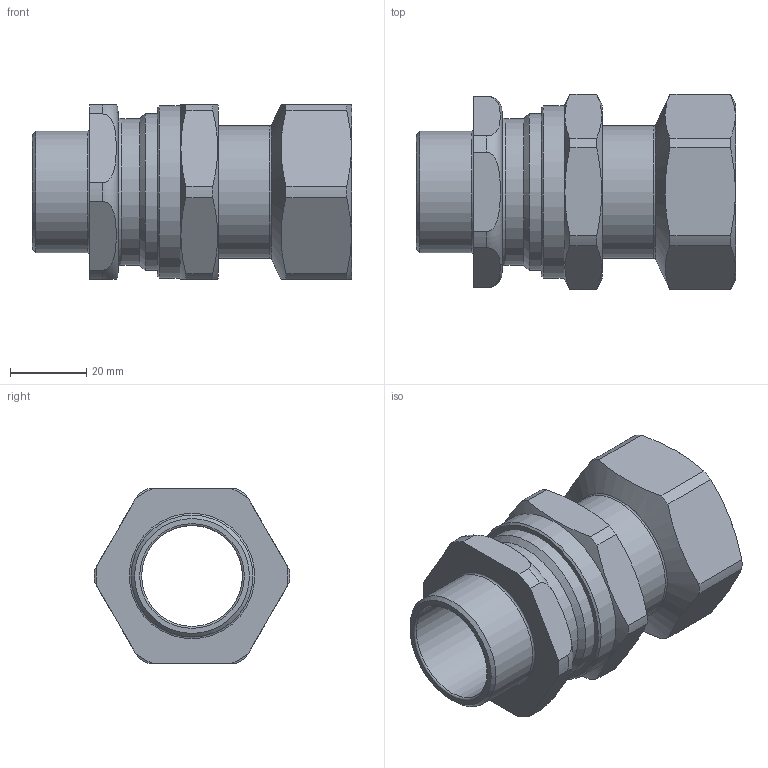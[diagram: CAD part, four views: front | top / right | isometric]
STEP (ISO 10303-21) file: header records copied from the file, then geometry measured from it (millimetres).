
FILE_DESCRIPTION(/* description */ ('GENERAL ARRANGEMENT FOR 114 CONDUIT STOPPER BOX'),/* implementation_level */ '2;1');
FILE_NAME(/* name */ '114 B.stp',/* time_stamp */ '2021-04-20T14:15:51+06:00',/* author */ ('vinaykumark'),/* organization */ (''),/* preprocessor_version */ 'ST-DEVELOPER v18',/* originating_system */ 'Autodesk Inventor 2020',/* authorisation */ '');
FILE_SCHEMA (('AUTOMOTIVE_DESIGN { 1 0 10303 214 3 1 1 }'));
Length unit declared in the file: millimetre
Products named in the file (6): 114 B; 3250 C; 3062 C; 3117 C; 3019 C; 3118 C
Assembly tree (4 placements, depth 2):
  114 B
    3250 C
    3062 C
    3117 C
    3118 C
  3019 C
Bounding box: 83.9 x 51.5 x 46 mm (x, y, z)
Volume: 64538.9 mm3; surface area: 32331.4 mm2
Topology: 5 solids, 5 shells, 104 faces, 299 edges, 210 vertices
Faces by surface type: cylinder 34, plane 33, cone 21, torus 16
Full cylindrical faces by diameter (mm): 26.5 x3, 30.376 x1, 32 x1, 32.9 x1, 34.85 x2, 35.2 x1, 35.4 x2, 35.75 x1, 38.4 x1, 39.319 x1, 41.275 x1, 45.25 x1
Entity records: 3956 total; most frequent: CARTESIAN_POINT 883, DIRECTION 669, ORIENTED_EDGE 598, EDGE_CURVE 299, AXIS2_PLACEMENT_3D 298, VERTEX_POINT 210, CIRCLE 183, EDGE_LOOP 117
